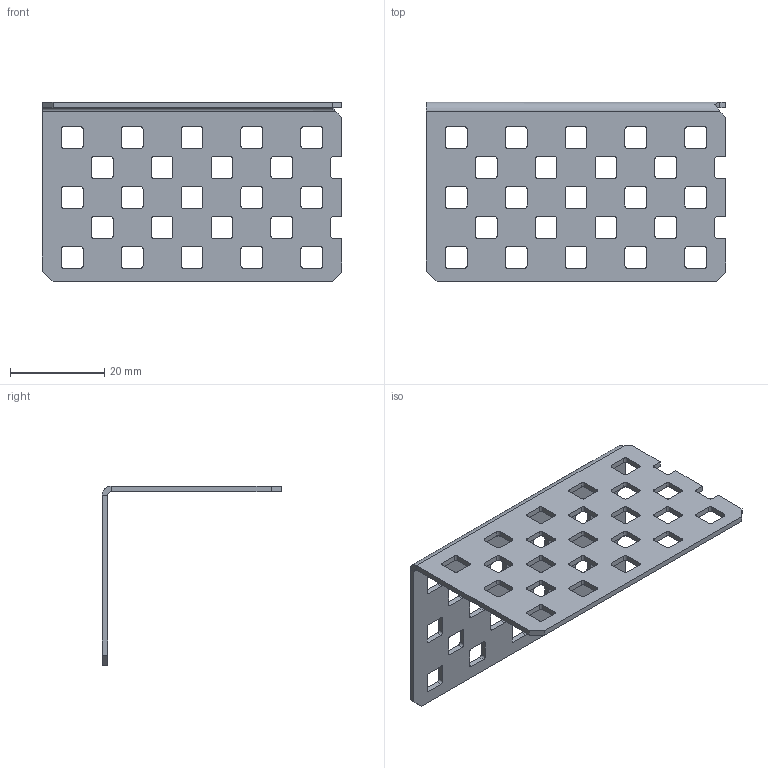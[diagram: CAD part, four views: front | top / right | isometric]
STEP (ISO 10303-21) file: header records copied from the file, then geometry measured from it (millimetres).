
FILE_DESCRIPTION(/* description */ (''),/* implementation_level */ '2;1');
FILE_NAME(/* name */ 'Angle 3x3x5_MIR.ipt.step',/* time_stamp */ '2020-04-16T22:58:14-04:00',/* author */ ('Jordan'),/* organization */ (''),/* preprocessor_version */ 'ST-DEVELOPER v17',/* originating_system */ 'Autodesk Inventor 2019',/* authorisation */ '');
FILE_SCHEMA (('AUTOMOTIVE_DESIGN { 1 0 10303 214 3 1 1 }'));
Length unit declared in the file: inch
Products named in the file (1): Angle 3x3x5_MIR
Bounding box: 63.5 x 38.1 x 38.1 mm (x, y, z)
Volume: 4318.9 mm3; surface area: 8678.1 mm2
Topology: 1 solids, 1 shells, 413 faces, 1277 edges, 870 vertices
Faces by surface type: plane 217, cylinder 194, bspline 2
Entity records: 14934 total; most frequent: CARTESIAN_POINT 2599, DIRECTION 2525, ORIENTED_EDGE 2454, EDGE_CURVE 1227, AXIS2_PLACEMENT_3D 844, LINE 837, VECTOR 837, VERTEX_POINT 816
